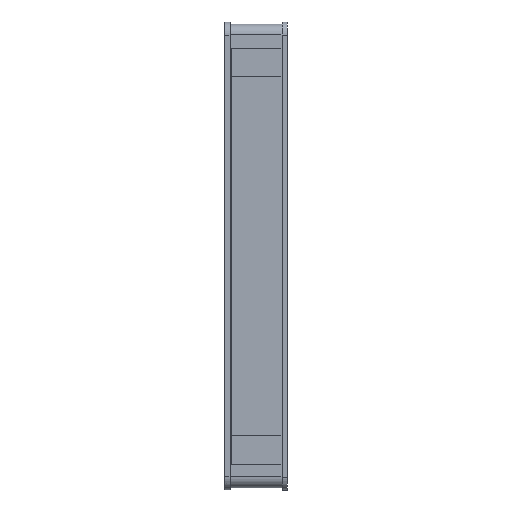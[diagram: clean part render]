
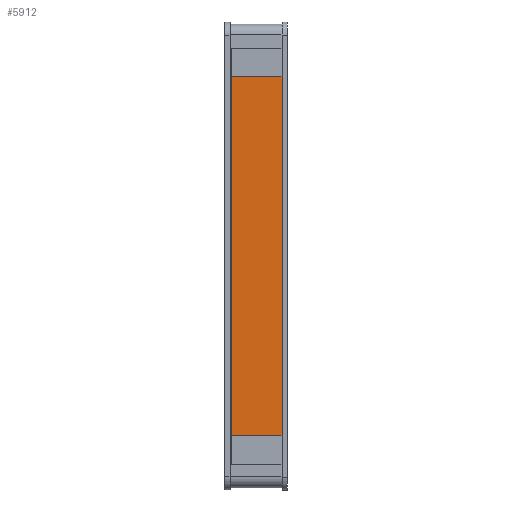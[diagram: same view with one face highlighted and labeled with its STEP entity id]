
A CAD part, left-side view. The second image highlights one B-rep face of the part: STEP entity #5912.
In plain terms, the highlighted planar face has unit normal (-1, 0, 0).
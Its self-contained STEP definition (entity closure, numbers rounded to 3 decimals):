
#4821 = VERTEX_POINT ( 'NONE', #48599 ) ;
#5402 = AXIS2_PLACEMENT_3D ( 'NONE', #66553, #94394, #75875 ) ;
#5707 = CARTESIAN_POINT ( 'NONE',  ( 3., -50., -25. ) ) ;
#5912 = ADVANCED_FACE ( 'NONE', ( #54134 ), #98092, .F. ) ;
#6672 = VECTOR ( 'NONE', #46325, 1000. ) ;
#9772 = VECTOR ( 'NONE', #42933, 1000. ) ;
#23946 = EDGE_CURVE ( 'NONE', #50714, #51092, #71789, .T. ) ;
#24268 = CARTESIAN_POINT ( 'NONE',  ( 3., -50., -425. ) ) ;
#25966 = CARTESIAN_POINT ( 'NONE',  ( 3., -1., -25. ) ) ;
#31328 = EDGE_CURVE ( 'NONE', #51092, #4821, #76496, .T. ) ;
#32554 = CARTESIAN_POINT ( 'NONE',  ( 3., -1., -425. ) ) ;
#42933 = DIRECTION ( 'NONE',  ( 0., 1., 0. ) ) ;
#46325 = DIRECTION ( 'NONE',  ( 0., -1., 0. ) ) ;
#48599 = CARTESIAN_POINT ( 'NONE',  ( 3., -1., -425. ) ) ;
#49418 = DIRECTION ( 'NONE',  ( 0., 0., 1. ) ) ;
#50714 = VERTEX_POINT ( 'NONE', #5707 ) ;
#51092 = VERTEX_POINT ( 'NONE', #25966 ) ;
#51319 = ORIENTED_EDGE ( 'NONE', *, *, #59567, .T. ) ;
#54134 = FACE_OUTER_BOUND ( 'NONE', #96241, .T. ) ;
#55843 = VECTOR ( 'NONE', #71336, 1000. ) ;
#58297 = ORIENTED_EDGE ( 'NONE', *, *, #31328, .T. ) ;
#59567 = EDGE_CURVE ( 'NONE', #64753, #50714, #78793, .T. ) ;
#62995 = VECTOR ( 'NONE', #49418, 1000. ) ;
#64753 = VERTEX_POINT ( 'NONE', #77343 ) ;
#66553 = CARTESIAN_POINT ( 'NONE',  ( 3., -1., -425. ) ) ;
#68663 = LINE ( 'NONE', #77540, #6672 ) ;
#71336 = DIRECTION ( 'NONE',  ( 0., 0., -1. ) ) ;
#71789 = LINE ( 'NONE', #97279, #9772 ) ;
#75875 = DIRECTION ( 'NONE',  ( 0., 0., -1. ) ) ;
#76496 = LINE ( 'NONE', #32554, #55843 ) ;
#77343 = CARTESIAN_POINT ( 'NONE',  ( 3., -50., -425. ) ) ;
#77540 = CARTESIAN_POINT ( 'NONE',  ( 3., -50., -425. ) ) ;
#78793 = LINE ( 'NONE', #24268, #62995 ) ;
#94234 = EDGE_CURVE ( 'NONE', #4821, #64753, #68663, .T. ) ;
#94394 = DIRECTION ( 'NONE',  ( 1., 0., 0. ) ) ;
#96241 = EDGE_LOOP ( 'NONE', ( #99583, #51319, #99060, #58297 ) ) ;
#97279 = CARTESIAN_POINT ( 'NONE',  ( 3., -50., -25. ) ) ;
#98092 = PLANE ( 'NONE',  #5402 ) ;
#99060 = ORIENTED_EDGE ( 'NONE', *, *, #23946, .T. ) ;
#99583 = ORIENTED_EDGE ( 'NONE', *, *, #94234, .T. ) ;
